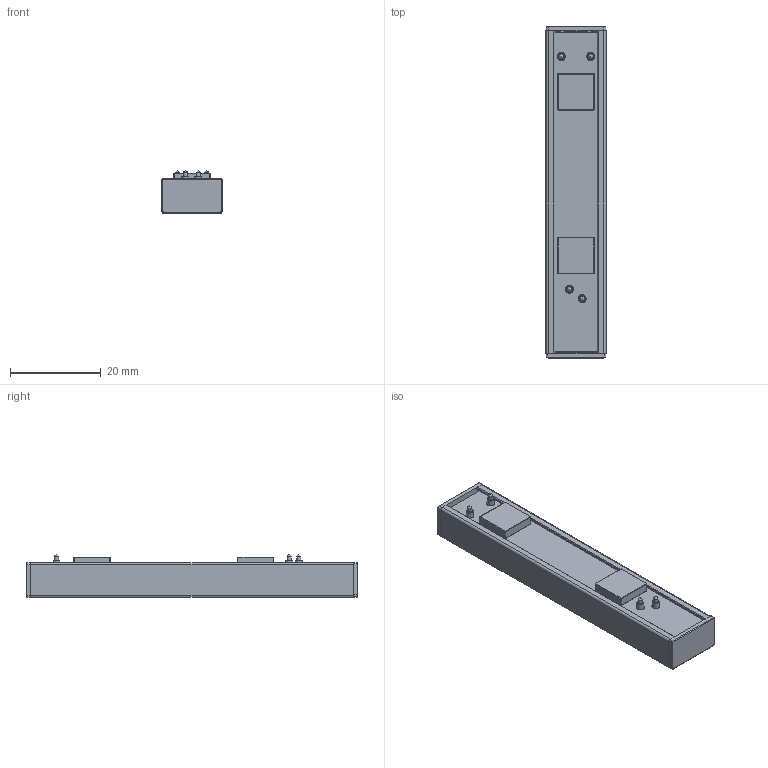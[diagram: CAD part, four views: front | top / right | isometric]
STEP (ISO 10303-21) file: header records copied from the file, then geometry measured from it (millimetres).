
FILE_DESCRIPTION(/* description */ ('This is a sample STEP configuration'),/* implementation_level */ '2;1');
FILE_NAME(/* name */ '708-000030xxxxxx SIMPLE.ipt_Rev_00.1.stp',/* time_stamp */ '2023-04-04T11:45:07+02:00',/* author */ ('powerJobs'),/* organization */ ('coolOrange'),/* preprocessor_version */ 'ST-DEVELOPER v19.2',/* originating_system */ 'Autodesk Inventor 2023',/* authorisation */ '');
FILE_SCHEMA (('AUTOMOTIVE_DESIGN { 1 0 10303 214 3 1 1 }'));
Length unit declared in the file: millimetre
Products named in the file (1): ENG000026403
Bounding box: 13.2 x 73 x 9.29 mm (x, y, z)
Volume: 3611.1 mm3; surface area: 6583.9 mm2
Topology: 5 solids, 5 shells, 520 faces, 1374 edges, 834 vertices
Faces by surface type: cylinder 258, plane 152, bspline 48, sphere 36, torus 18, cone 8
Full cylindrical faces by diameter (mm): 0.9 x4, 1.5 x4, 1.8 x4, 2 x4
Entity records: 18904 total; most frequent: CARTESIAN_POINT 6236, ORIENTED_EDGE 2700, DIRECTION 2630, EDGE_CURVE 1350, AXIS2_PLACEMENT_3D 1009, VERTEX_POINT 834, LINE 612, VECTOR 612
